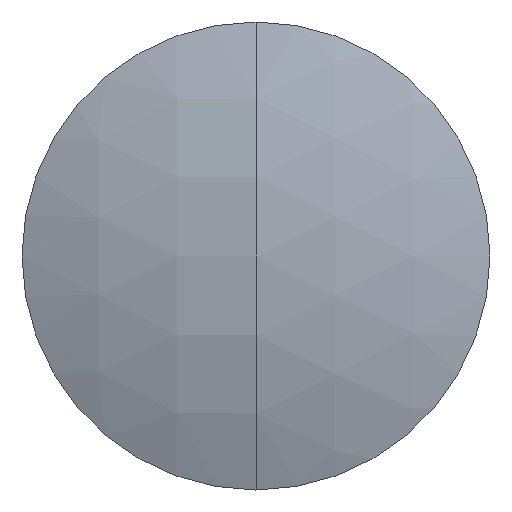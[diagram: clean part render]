
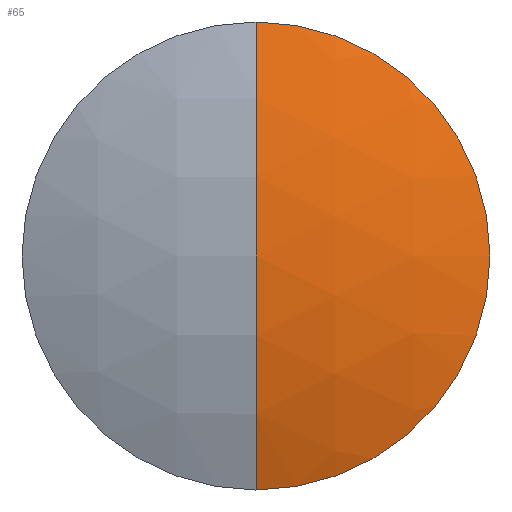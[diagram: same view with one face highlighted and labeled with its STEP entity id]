
A CAD part, left-side view. The second image highlights one B-rep face of the part: STEP entity #65.
In plain terms, the highlighted spherical face has radius 86.596 mm.
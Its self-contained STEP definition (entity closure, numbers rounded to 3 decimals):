
#32 = VERTEX_POINT ( 'NONE', #289 ) ;
#57 = DIRECTION ( 'NONE',  ( 0., -1., 0. ) ) ;
#58 = DIRECTION ( 'NONE',  ( 0., 0., 1. ) ) ;
#59 = DIRECTION ( 'NONE',  ( 0., -1., 0. ) ) ;
#61 = VERTEX_POINT ( 'NONE', #316 ) ;
#65 = ADVANCED_FACE ( 'NONE', ( #152 ), #98, .T. ) ;
#71 = ORIENTED_EDGE ( 'NONE', *, *, #305, .F. ) ;
#87 = CARTESIAN_POINT ( 'NONE',  ( 363.85, 0., 0. ) ) ;
#98 = SPHERICAL_SURFACE ( 'NONE', #279, 86.596 ) ;
#126 = ORIENTED_EDGE ( 'NONE', *, *, #154, .T. ) ;
#131 = AXIS2_PLACEMENT_3D ( 'NONE', #273, #57, #136 ) ;
#132 = CARTESIAN_POINT ( 'NONE',  ( 363.85, 0., 0. ) ) ;
#136 = DIRECTION ( 'NONE',  ( 0., 0., -1. ) ) ;
#139 = DIRECTION ( 'NONE',  ( -1., 0., 0. ) ) ;
#141 = ORIENTED_EDGE ( 'NONE', *, *, #149, .T. ) ;
#144 = CARTESIAN_POINT ( 'NONE',  ( 282.616, 0., 0. ) ) ;
#149 = EDGE_CURVE ( 'NONE', #61, #156, #328, .T. ) ;
#152 = FACE_OUTER_BOUND ( 'NONE', #315, .T. ) ;
#154 = EDGE_CURVE ( 'NONE', #156, #32, #309, .T. ) ;
#156 = VERTEX_POINT ( 'NONE', #304 ) ;
#185 = AXIS2_PLACEMENT_3D ( 'NONE', #144, #139, #264 ) ;
#244 = DIRECTION ( 'NONE',  ( 0., 1., 0. ) ) ;
#260 = AXIS2_PLACEMENT_3D ( 'NONE', #87, #244, #58 ) ;
#264 = DIRECTION ( 'NONE',  ( 0., 0., 1. ) ) ;
#273 = CARTESIAN_POINT ( 'NONE',  ( 363.85, 0., 0. ) ) ;
#279 = AXIS2_PLACEMENT_3D ( 'NONE', #132, #59, #303 ) ;
#289 = CARTESIAN_POINT ( 'NONE',  ( 277.254, 0., 0. ) ) ;
#303 = DIRECTION ( 'NONE',  ( 0., 0., -1. ) ) ;
#304 = CARTESIAN_POINT ( 'NONE',  ( 282.616, 0., 30. ) ) ;
#305 = EDGE_CURVE ( 'NONE', #61, #32, #313, .T. ) ;
#309 = CIRCLE ( 'NONE', #131, 86.596 ) ;
#313 = CIRCLE ( 'NONE', #260, 86.596 ) ;
#315 = EDGE_LOOP ( 'NONE', ( #141, #126, #71 ) ) ;
#316 = CARTESIAN_POINT ( 'NONE',  ( 282.616, 0., -30. ) ) ;
#328 = CIRCLE ( 'NONE', #185, 30. ) ;
